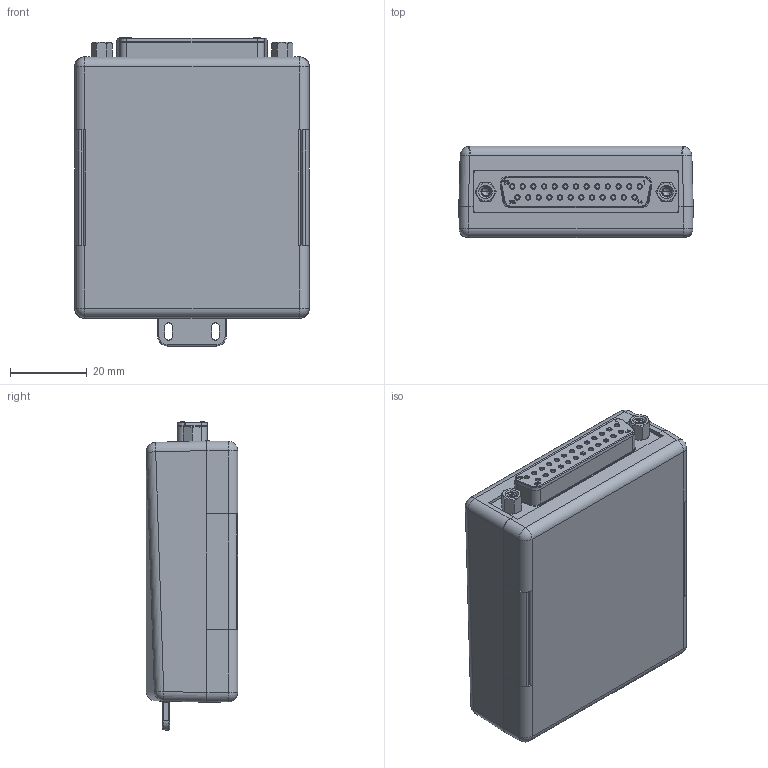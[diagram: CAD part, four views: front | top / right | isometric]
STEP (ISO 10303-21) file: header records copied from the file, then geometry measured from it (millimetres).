
FILE_DESCRIPTION (( 'STEP AP214' ), '1' );
FILE_NAME ('DGB25FT-CVR.STEP', '2015-08-31T16:34:34', ( 'L-Com' ), ( 'L-Com Global Connectivity' ), 'SwSTEP 2.0', 'SolidWorks 2014', '' );
FILE_SCHEMA (( 'AUTOMOTIVE_DESIGN' ));
Length unit declared in the file: millimetre
Products named in the file (12): 1AG01-246; 1AG01-245; DGB25FT; DGB FIELD TERM HEX SCREW; 3AA02-010; 3AB16-X9X; 3AA01-017_3AA01-008-125; DGB25FT-MA2; DGB25FT-MA1___; 1BC01-007_PANDUIT PCB; DGB25FT-CVR
Assembly tree (23 placements, depth 4):
  DGB25FT-CVR
    DGB25FT
      1BC01-007_PANDUIT PCB
      DGB25FT-MA1___
      DGB25FT-MA2
      3AB16-X9X  x3
        3AB16-X9X
        3AA01-017_3AA01-008-125
      3AA02-010  x2
      DGB FIELD TERM HEX SCREW  x2
    1AG01-245
    1AG01-246
Bounding box: 61 x 23.8 x 80.19 mm (x, y, z)
Volume: 34679.9 mm3; surface area: 47116.5 mm2
Topology: 39 solids, 39 shells, 3171 faces, 7832 edges, 4997 vertices
Faces by surface type: plane 1972, cylinder 532, bspline 389, cone 165, sphere 70, torus 43
Entity records: 91073 total; most frequent: CARTESIAN_POINT 35035, ORIENTED_EDGE 9808, DIRECTION 7758, EDGE_CURVE 4904, VECTOR 3294, LINE 3294, VERTEX_POINT 3186, AXIS2_PLACEMENT_3D 2232
